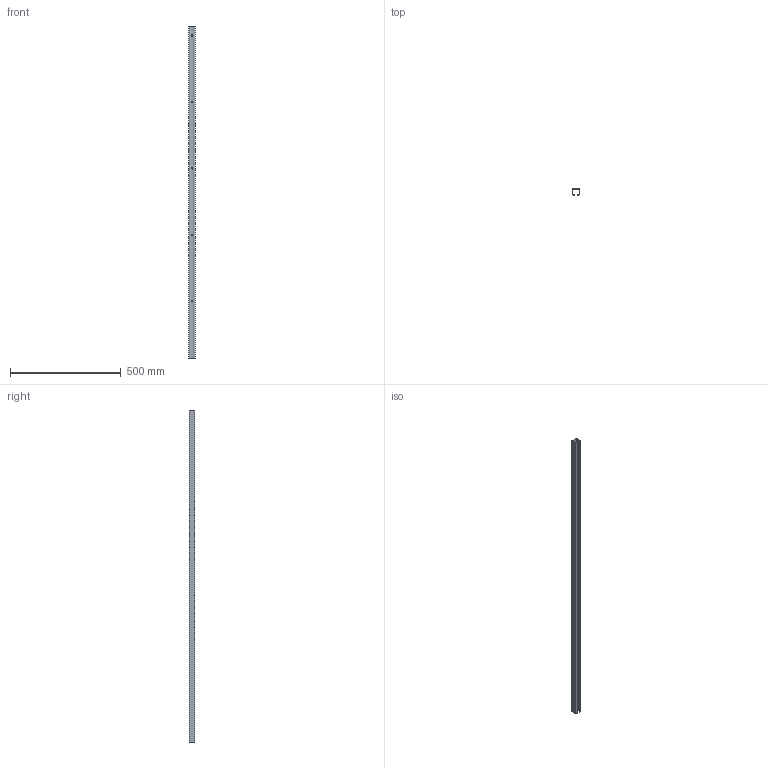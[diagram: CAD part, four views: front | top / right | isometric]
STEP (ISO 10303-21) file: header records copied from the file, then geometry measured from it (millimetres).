
FILE_DESCRIPTION (( 'STEP AP214' ), '1' );
FILE_NAME ('05301-Sliding Door Track Galvanised 1.5M 75kg Load.STEP', '2018-11-30T00:39:07', ( '' ), ( '' ), 'SwSTEP 2.0', 'SolidWorks 2018', '' );
FILE_SCHEMA (( 'AUTOMOTIVE_DESIGN' ));
Length unit declared in the file: millimetre
Products named in the file (2): 05301-Sliding Door Track Galvanised 1.5M 75kg Load
Bounding box: 30.5 x 26.48 x 1500 mm (x, y, z)
Volume: 205977.6 mm3; surface area: 278233.2 mm2
Topology: 1 solids, 1 shells, 288 faces, 783 edges, 522 vertices
Faces by surface type: plane 158, bspline 108, cylinder 22
Entity records: 15176 total; most frequent: CARTESIAN_POINT 8527, ORIENTED_EDGE 1566, DIRECTION 975, EDGE_CURVE 783, VECTOR 523, LINE 523, VERTEX_POINT 522, EDGE_LOOP 323
